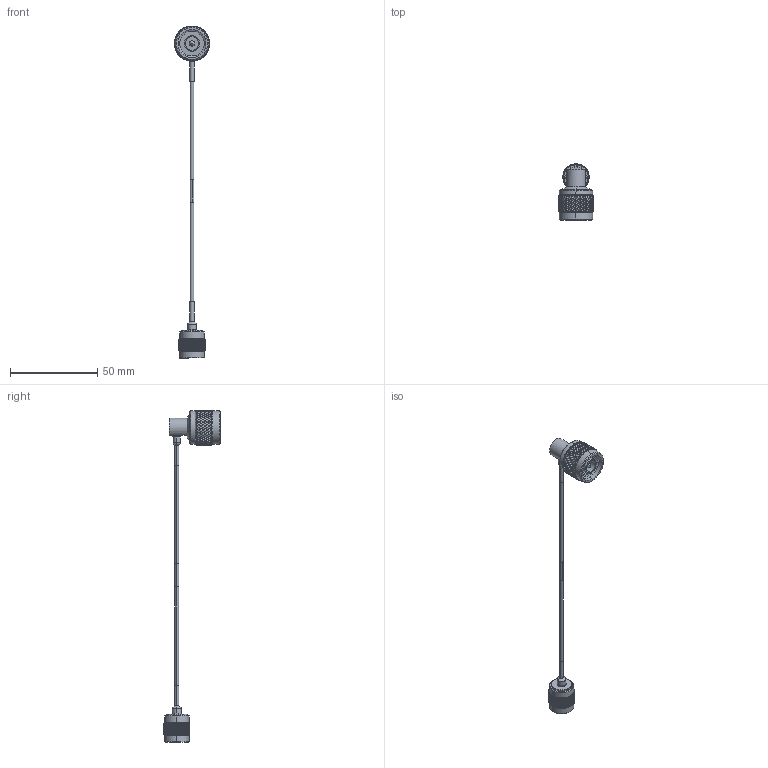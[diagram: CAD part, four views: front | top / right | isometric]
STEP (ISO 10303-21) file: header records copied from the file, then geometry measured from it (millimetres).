
FILE_DESCRIPTION (( 'STEP AP214' ), '1' );
FILE_NAME ('LCCA30580.step', '2020-06-22T22:34:15', ( '' ), ( '' ), 'SwSTEP 2.0', 'SolidWorks 2018', '' );
FILE_SCHEMA (( 'AUTOMOTIVE_DESIGN' ));
Length unit declared in the file: inch
Products named in the file (7): LCCA30580; LCCN3044_HS; LCCN3058; LCCN3052; 1AW01-002_.08 ID; LC085TB (085 FORMABLE); LCCN3044_HS-2
Assembly tree (6 placements, depth 2):
  LCCA30580
    LC085TB (085 FORMABLE)
    1AW01-002_.08 ID
    LCCN3052
    LCCN3044_HS-2
    LCCN3058
    LCCN3044_HS
Bounding box: 20.07 x 32.36 x 189.78 mm (x, y, z)
Volume: 6355.8 mm3; surface area: 8192.4 mm2
Topology: 6 solids, 6 shells, 4468 faces, 9255 edges, 4814 vertices
Faces by surface type: bspline 3287, cylinder 853, cone 265, plane 53, torus 8, sphere 2
Entity records: 171233 total; most frequent: CARTESIAN_POINT 113036, ORIENTED_EDGE 18510, EDGE_CURVE 9255, VERTEX_POINT 4814, EDGE_LOOP 4485, FACE_OUTER_BOUND 4468, ADVANCED_FACE 4468, DIRECTION 3853
